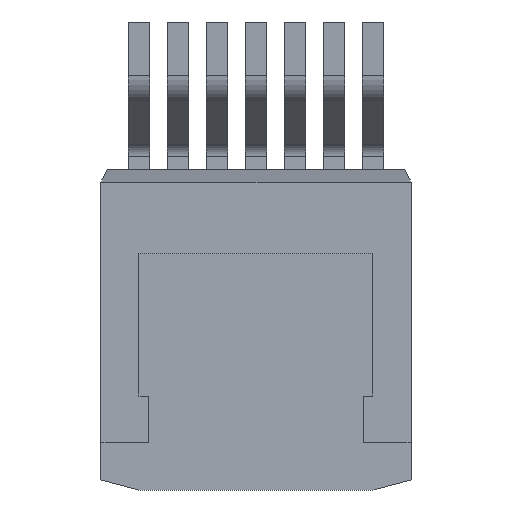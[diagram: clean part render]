
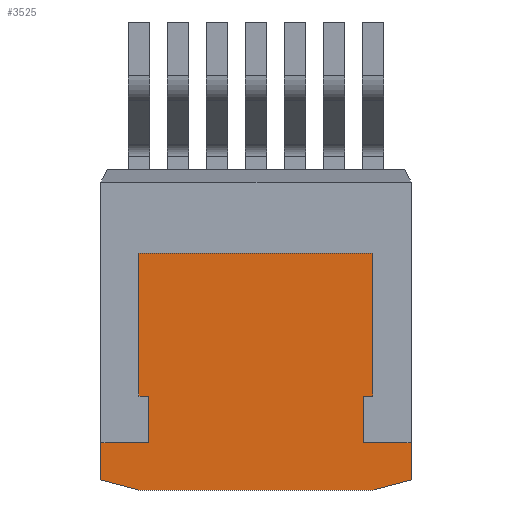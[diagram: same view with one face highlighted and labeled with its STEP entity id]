
A CAD part, front view. The second image highlights one B-rep face of the part: STEP entity #3525.
In plain terms, the highlighted planar face has unit normal (0, -1, 0).
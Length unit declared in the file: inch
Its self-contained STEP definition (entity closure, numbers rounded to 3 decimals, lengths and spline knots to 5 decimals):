
#56 = PLANE ( 'NONE',  #1173 ) ;
#81 = LINE ( 'NONE', #3866, #3756 ) ;
#110 = EDGE_CURVE ( 'NONE', #3902, #3206, #1065, .T. ) ;
#128 = LINE ( 'NONE', #700, #3442 ) ;
#132 = CARTESIAN_POINT ( 'NONE',  ( -0.138, 0., -0.2395 ) ) ;
#164 = VERTEX_POINT ( 'NONE', #3054 ) ;
#332 = VERTEX_POINT ( 'NONE', #1056 ) ;
#364 = EDGE_LOOP ( 'NONE', ( #1600, #2962, #2006, #2041, #896, #787, #972, #4221, #626, #3391, #1791, #3085, #2987, #1853 ) ) ;
#502 = DIRECTION ( 'NONE',  ( 1., 0., 0. ) ) ;
#626 = ORIENTED_EDGE ( 'NONE', *, *, #1023, .F. ) ;
#700 = CARTESIAN_POINT ( 'NONE',  ( 0.19875, 0., -0.28694 ) ) ;
#702 = LINE ( 'NONE', #851, #966 ) ;
#709 = DIRECTION ( 'NONE',  ( -1., 0., 0. ) ) ;
#734 = CARTESIAN_POINT ( 'NONE',  ( 0., 0., 0. ) ) ;
#744 = DIRECTION ( 'NONE',  ( -0.966, 0., -0.259 ) ) ;
#758 = VECTOR ( 'NONE', #2486, 39.37008 ) ;
#760 = VERTEX_POINT ( 'NONE', #3344 ) ;
#787 = ORIENTED_EDGE ( 'NONE', *, *, #3041, .F. ) ;
#851 = CARTESIAN_POINT ( 'NONE',  ( 0.19875, 0., -0.2395 ) ) ;
#873 = DIRECTION ( 'NONE',  ( 1., 0., 0. ) ) ;
#896 = ORIENTED_EDGE ( 'NONE', *, *, #2224, .F. ) ;
#954 = LINE ( 'NONE', #2490, #2653 ) ;
#966 = VECTOR ( 'NONE', #502, 39.37008 ) ;
#972 = ORIENTED_EDGE ( 'NONE', *, *, #1880, .F. ) ;
#1015 = VECTOR ( 'NONE', #1745, 39.37008 ) ;
#1023 = EDGE_CURVE ( 'NONE', #2419, #4193, #2064, .T. ) ;
#1056 = CARTESIAN_POINT ( 'NONE',  ( 0.138, 0., -0.2395 ) ) ;
#1065 = LINE ( 'NONE', #2915, #3982 ) ;
#1072 = VECTOR ( 'NONE', #1184, 39.37008 ) ;
#1131 = DIRECTION ( 'NONE',  ( 0., 0., 1. ) ) ;
#1159 = EDGE_CURVE ( 'NONE', #3699, #4029, #2465, .T. ) ;
#1170 = LINE ( 'NONE', #132, #2881 ) ;
#1173 = AXIS2_PLACEMENT_3D ( 'NONE', #734, #1783, #3195 ) ;
#1184 = DIRECTION ( 'NONE',  ( -1., 0., 0. ) ) ;
#1274 = EDGE_CURVE ( 'NONE', #4193, #1693, #81, .T. ) ;
#1342 = CARTESIAN_POINT ( 'NONE',  ( -0.138, 0., -0.1795 ) ) ;
#1372 = CARTESIAN_POINT ( 'NONE',  ( 0.138, 0., -0.1795 ) ) ;
#1386 = EDGE_CURVE ( 'NONE', #2414, #3699, #2904, .T. ) ;
#1400 = CARTESIAN_POINT ( 'NONE',  ( -0.15, 0., -0.3 ) ) ;
#1437 = EDGE_CURVE ( 'NONE', #4029, #2419, #1507, .T. ) ;
#1507 = LINE ( 'NONE', #1746, #2001 ) ;
#1508 = CARTESIAN_POINT ( 'NONE',  ( -0.15, 0., -0.3 ) ) ;
#1600 = ORIENTED_EDGE ( 'NONE', *, *, #3339, .F. ) ;
#1621 = VECTOR ( 'NONE', #709, 39.37008 ) ;
#1690 = CARTESIAN_POINT ( 'NONE',  ( -0.19875, 0., -0.2395 ) ) ;
#1693 = VERTEX_POINT ( 'NONE', #1372 ) ;
#1729 = CARTESIAN_POINT ( 'NONE',  ( -0.15, 0., -0.1795 ) ) ;
#1745 = DIRECTION ( 'NONE',  ( 0., 0., 1. ) ) ;
#1746 = CARTESIAN_POINT ( 'NONE',  ( -0.15, 0., 0.0035 ) ) ;
#1783 = DIRECTION ( 'NONE',  ( 0., -1., 0. ) ) ;
#1791 = ORIENTED_EDGE ( 'NONE', *, *, #1159, .F. ) ;
#1826 = DIRECTION ( 'NONE',  ( 0., 0., -1. ) ) ;
#1853 = ORIENTED_EDGE ( 'NONE', *, *, #110, .F. ) ;
#1880 = EDGE_CURVE ( 'NONE', #1693, #332, #3335, .T. ) ;
#1927 = VECTOR ( 'NONE', #2398, 39.37008 ) ;
#1937 = LINE ( 'NONE', #3773, #1015 ) ;
#1966 = VERTEX_POINT ( 'NONE', #2293 ) ;
#2001 = VECTOR ( 'NONE', #3717, 39.37008 ) ;
#2006 = ORIENTED_EDGE ( 'NONE', *, *, #3032, .F. ) ;
#2041 = ORIENTED_EDGE ( 'NONE', *, *, #4137, .F. ) ;
#2064 = LINE ( 'NONE', #3847, #2855 ) ;
#2069 = CARTESIAN_POINT ( 'NONE',  ( -0.138, 0., -0.2395 ) ) ;
#2155 = CARTESIAN_POINT ( 'NONE',  ( 0.19875, 0., -0.2395 ) ) ;
#2217 = CARTESIAN_POINT ( 'NONE',  ( 0.138, 0., -0.2395 ) ) ;
#2224 = EDGE_CURVE ( 'NONE', #4108, #760, #128, .T. ) ;
#2293 = CARTESIAN_POINT ( 'NONE',  ( 0.15, 0., -0.3 ) ) ;
#2323 = CARTESIAN_POINT ( 'NONE',  ( 0.15, 0., -0.1795 ) ) ;
#2398 = DIRECTION ( 'NONE',  ( -0.966, 0., 0.259 ) ) ;
#2414 = VERTEX_POINT ( 'NONE', #3405 ) ;
#2419 = VERTEX_POINT ( 'NONE', #4042 ) ;
#2465 = LINE ( 'NONE', #1729, #3029 ) ;
#2486 = DIRECTION ( 'NONE',  ( 0., 0., -1. ) ) ;
#2490 = CARTESIAN_POINT ( 'NONE',  ( 0.15, 0., -0.3 ) ) ;
#2558 = CARTESIAN_POINT ( 'NONE',  ( -0.15, 0., 0.0035 ) ) ;
#2595 = CARTESIAN_POINT ( 'NONE',  ( -0.15, 0., -0.3 ) ) ;
#2653 = VECTOR ( 'NONE', #744, 39.37008 ) ;
#2721 = LINE ( 'NONE', #1400, #1927 ) ;
#2849 = DIRECTION ( 'NONE',  ( 0., 0., 1. ) ) ;
#2855 = VECTOR ( 'NONE', #1826, 39.37008 ) ;
#2881 = VECTOR ( 'NONE', #1131, 39.37008 ) ;
#2904 = LINE ( 'NONE', #1342, #1621 ) ;
#2915 = CARTESIAN_POINT ( 'NONE',  ( -0.138, 0., -0.2395 ) ) ;
#2962 = ORIENTED_EDGE ( 'NONE', *, *, #3594, .F. ) ;
#2987 = ORIENTED_EDGE ( 'NONE', *, *, #3400, .F. ) ;
#3029 = VECTOR ( 'NONE', #2849, 39.37008 ) ;
#3032 = EDGE_CURVE ( 'NONE', #1966, #4077, #3628, .T. ) ;
#3041 = EDGE_CURVE ( 'NONE', #332, #4108, #702, .T. ) ;
#3054 = CARTESIAN_POINT ( 'NONE',  ( -0.19875, 0., -0.28694 ) ) ;
#3085 = ORIENTED_EDGE ( 'NONE', *, *, #1386, .F. ) ;
#3195 = DIRECTION ( 'NONE',  ( 0., 0., -1. ) ) ;
#3206 = VERTEX_POINT ( 'NONE', #2069 ) ;
#3298 = CARTESIAN_POINT ( 'NONE',  ( -0.15, 0., -0.1795 ) ) ;
#3335 = LINE ( 'NONE', #2217, #758 ) ;
#3339 = EDGE_CURVE ( 'NONE', #164, #3902, #1937, .T. ) ;
#3344 = CARTESIAN_POINT ( 'NONE',  ( 0.19875, 0., -0.28694 ) ) ;
#3391 = ORIENTED_EDGE ( 'NONE', *, *, #1437, .F. ) ;
#3400 = EDGE_CURVE ( 'NONE', #3206, #2414, #1170, .T. ) ;
#3405 = CARTESIAN_POINT ( 'NONE',  ( -0.138, 0., -0.1795 ) ) ;
#3424 = DIRECTION ( 'NONE',  ( 0., 0., -1. ) ) ;
#3442 = VECTOR ( 'NONE', #3424, 39.37008 ) ;
#3520 = DIRECTION ( 'NONE',  ( -1., 0., 0. ) ) ;
#3525 = ADVANCED_FACE ( 'NONE', ( #4272 ), #56, .T. ) ;
#3594 = EDGE_CURVE ( 'NONE', #4077, #164, #2721, .T. ) ;
#3628 = LINE ( 'NONE', #1508, #1072 ) ;
#3699 = VERTEX_POINT ( 'NONE', #3298 ) ;
#3717 = DIRECTION ( 'NONE',  ( 1., 0., 0. ) ) ;
#3756 = VECTOR ( 'NONE', #3520, 39.37008 ) ;
#3773 = CARTESIAN_POINT ( 'NONE',  ( -0.19875, 0., -0.2395 ) ) ;
#3847 = CARTESIAN_POINT ( 'NONE',  ( 0.15, 0., -0.1795 ) ) ;
#3866 = CARTESIAN_POINT ( 'NONE',  ( 0.138, 0., -0.1795 ) ) ;
#3902 = VERTEX_POINT ( 'NONE', #1690 ) ;
#3982 = VECTOR ( 'NONE', #873, 39.37008 ) ;
#4029 = VERTEX_POINT ( 'NONE', #2558 ) ;
#4042 = CARTESIAN_POINT ( 'NONE',  ( 0.15, 0., 0.0035 ) ) ;
#4077 = VERTEX_POINT ( 'NONE', #2595 ) ;
#4108 = VERTEX_POINT ( 'NONE', #2155 ) ;
#4137 = EDGE_CURVE ( 'NONE', #760, #1966, #954, .T. ) ;
#4193 = VERTEX_POINT ( 'NONE', #2323 ) ;
#4221 = ORIENTED_EDGE ( 'NONE', *, *, #1274, .F. ) ;
#4272 = FACE_OUTER_BOUND ( 'NONE', #364, .T. ) ;
